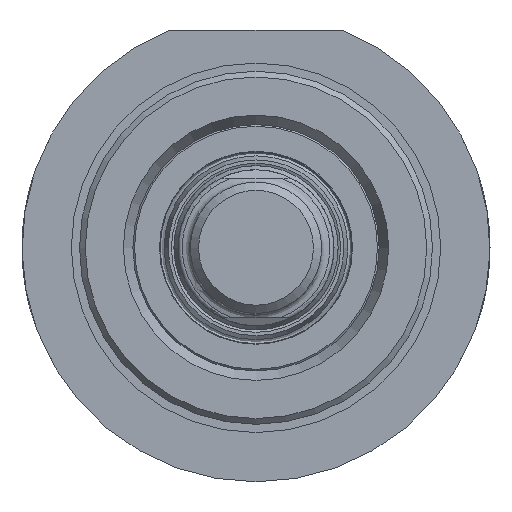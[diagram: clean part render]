
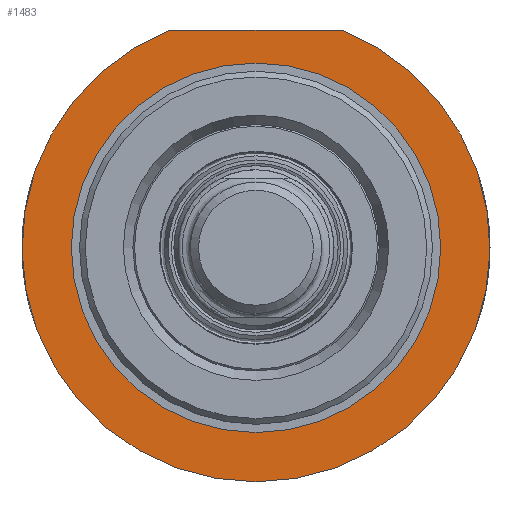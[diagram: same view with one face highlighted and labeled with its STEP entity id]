
A CAD part, front view. The second image highlights one B-rep face of the part: STEP entity #1483.
In plain terms, the highlighted planar face has unit normal (0, -1, 0).
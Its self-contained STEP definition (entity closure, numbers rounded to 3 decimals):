
#1448=CARTESIAN_POINT('',(0.,-83.25,2.273));
#1449=DIRECTION('',(0.0,-1.0,0.0));
#1450=DIRECTION('',(0.0,0.0,-1.0));
#1451=AXIS2_PLACEMENT_3D('',#1448,#1449,#1450);
#1452=PLANE('',#1451);
#1453=CARTESIAN_POINT('',(-10.488,-83.25,26.5));
#1454=VERTEX_POINT('',#1453);
#1455=CARTESIAN_POINT('',(10.488,-83.25,26.5));
#1456=VERTEX_POINT('',#1455);
#1457=CARTESIAN_POINT('',(-10.488,-83.25,26.5));
#1458=DIRECTION('',(1.0,0.0,0.0));
#1459=VECTOR('',#1458,20.976);
#1460=LINE('',#1457,#1459);
#1461=EDGE_CURVE('',#1454,#1456,#1460,.T.);
#1462=ORIENTED_EDGE('',*,*,#1461,.F.);
#1463=CARTESIAN_POINT('',(0.0,-83.25,0.0));
#1464=DIRECTION('',(0.0,1.0,0.0));
#1465=DIRECTION('',(-0.368,0.0,0.93));
#1466=AXIS2_PLACEMENT_3D('',#1463,#1464,#1465);
#1467=CIRCLE('',#1466,28.5);
#1468=EDGE_CURVE('',#1456,#1454,#1467,.T.);
#1469=ORIENTED_EDGE('',*,*,#1468,.F.);
#1470=EDGE_LOOP('',(#1462,#1469));
#1471=FACE_OUTER_BOUND('',#1470,.T.);
#1472=CARTESIAN_POINT('',(0.0,-83.25,22.5));
#1473=VERTEX_POINT('',#1472);
#1474=CARTESIAN_POINT('',(0.0,-83.25,0.0));
#1475=DIRECTION('',(0.0,1.0,0.0));
#1476=DIRECTION('',(0.0,0.0,1.0));
#1477=AXIS2_PLACEMENT_3D('',#1474,#1475,#1476);
#1478=CIRCLE('',#1477,22.5);
#1479=EDGE_CURVE('',#1473,#1473,#1478,.T.);
#1480=ORIENTED_EDGE('',*,*,#1479,.T.);
#1481=EDGE_LOOP('',(#1480));
#1482=FACE_BOUND('',#1481,.T.);
#1483=ADVANCED_FACE('',(#1471,#1482),#1452,.T.);
